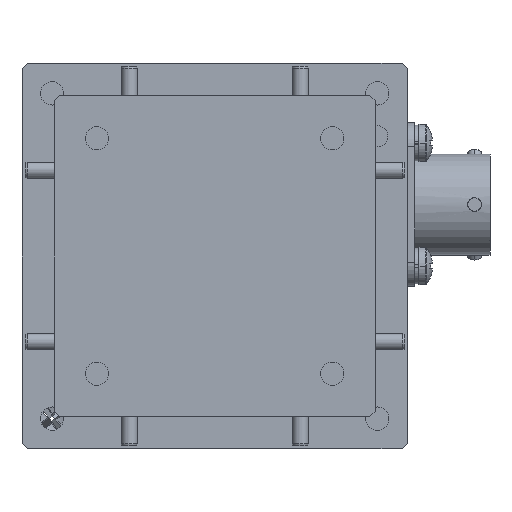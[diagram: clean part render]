
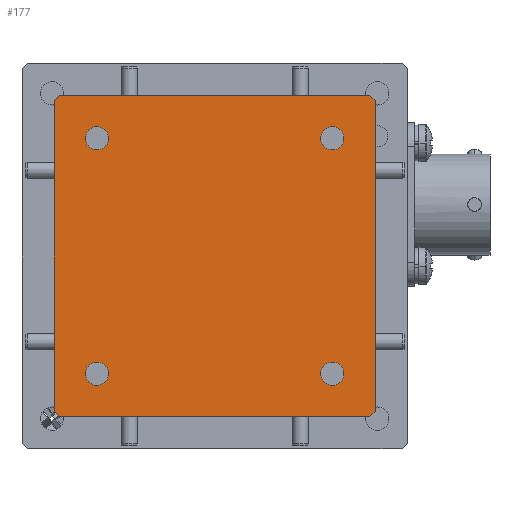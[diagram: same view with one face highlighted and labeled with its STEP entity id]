
A CAD part, front view. The second image highlights one B-rep face of the part: STEP entity #177.
In plain terms, the highlighted planar face has unit normal (0, -1, 0).
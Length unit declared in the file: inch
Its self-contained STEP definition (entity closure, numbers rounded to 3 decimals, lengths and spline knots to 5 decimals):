
#70 = ORIENTED_EDGE ( 'NONE', *, *, #7004, .T. ) ;
#163 = DIRECTION ( 'NONE',  ( -1., 0., 0. ) ) ;
#177 = ADVANCED_FACE ( 'NONE', ( #22726, #17695, #12690, #8235, #7659 ), #10939, .F. ) ;
#273 = LINE ( 'NONE', #20790, #24186 ) ;
#274 = VERTEX_POINT ( 'NONE', #10169 ) ;
#309 = CARTESIAN_POINT ( 'NONE',  ( 0.75545, 0., -0.68745 ) ) ;
#430 = CARTESIAN_POINT ( 'NONE',  ( 0.93725, 0., -0.93725 ) ) ;
#520 = DIRECTION ( 'NONE',  ( 1., 0., 0. ) ) ;
#786 = DIRECTION ( 'NONE',  ( 0., -1., 0. ) ) ;
#790 = CARTESIAN_POINT ( 'NONE',  ( 0.61945, 0., 0.68745 ) ) ;
#1237 = DIRECTION ( 'NONE',  ( 1., 0., 0. ) ) ;
#1461 = LINE ( 'NONE', #430, #6450 ) ;
#1582 = EDGE_CURVE ( 'NONE', #10674, #20867, #9652, .T. ) ;
#1586 = AXIS2_PLACEMENT_3D ( 'NONE', #23108, #11793, #520 ) ;
#2018 = CARTESIAN_POINT ( 'NONE',  ( -0.68745, 0., -0.68745 ) ) ;
#2118 = ORIENTED_EDGE ( 'NONE', *, *, #24368, .F. ) ;
#2281 = CARTESIAN_POINT ( 'NONE',  ( 0.93725, 0., -0.93725 ) ) ;
#2965 = ORIENTED_EDGE ( 'NONE', *, *, #3322, .F. ) ;
#2984 = ORIENTED_EDGE ( 'NONE', *, *, #21014, .F. ) ;
#3200 = EDGE_LOOP ( 'NONE', ( #9398, #2984 ) ) ;
#3314 = DIRECTION ( 'NONE',  ( 0., -1., 0. ) ) ;
#3322 = EDGE_CURVE ( 'NONE', #11750, #14055, #22290, .T. ) ;
#3697 = ORIENTED_EDGE ( 'NONE', *, *, #13789, .T. ) ;
#3912 = DIRECTION ( 'NONE',  ( 1., 0., 0. ) ) ;
#4157 = CARTESIAN_POINT ( 'NONE',  ( -0.75545, 0., -0.68745 ) ) ;
#4201 = DIRECTION ( 'NONE',  ( 0., 0., -1. ) ) ;
#4307 = EDGE_CURVE ( 'NONE', #5363, #274, #13758, .T. ) ;
#4922 = ORIENTED_EDGE ( 'NONE', *, *, #11484, .F. ) ;
#5271 = CARTESIAN_POINT ( 'NONE',  ( -0.93725, 0., -0.93725 ) ) ;
#5281 = CARTESIAN_POINT ( 'NONE',  ( 0.90725, 0., -0.93725 ) ) ;
#5363 = VERTEX_POINT ( 'NONE', #309 ) ;
#5477 = CARTESIAN_POINT ( 'NONE',  ( -0.93725, 0., 0.93725 ) ) ;
#5478 = CARTESIAN_POINT ( 'NONE',  ( -0.61945, 0., -0.68745 ) ) ;
#5521 = EDGE_LOOP ( 'NONE', ( #2965, #9251, #6582, #10802, #14134, #70, #8035, #3697 ) ) ;
#6324 = VERTEX_POINT ( 'NONE', #4157 ) ;
#6450 = VECTOR ( 'NONE', #4201, 39.37008 ) ;
#6582 = ORIENTED_EDGE ( 'NONE', *, *, #15423, .F. ) ;
#6810 = VECTOR ( 'NONE', #10956, 39.37008 ) ;
#7004 = EDGE_CURVE ( 'NONE', #10674, #17182, #8583, .T. ) ;
#7024 = VERTEX_POINT ( 'NONE', #11865 ) ;
#7028 = AXIS2_PLACEMENT_3D ( 'NONE', #14633, #3314, #16507 ) ;
#7068 = VECTOR ( 'NONE', #24060, 39.37008 ) ;
#7364 = AXIS2_PLACEMENT_3D ( 'NONE', #20068, #8737, #21960 ) ;
#7375 = EDGE_LOOP ( 'NONE', ( #2118, #15154 ) ) ;
#7659 = FACE_OUTER_BOUND ( 'NONE', #5521, .T. ) ;
#8035 = ORIENTED_EDGE ( 'NONE', *, *, #13889, .F. ) ;
#8235 = FACE_BOUND ( 'NONE', #18978, .T. ) ;
#8583 = LINE ( 'NONE', #19369, #23070 ) ;
#8737 = DIRECTION ( 'NONE',  ( 0., -1., 0. ) ) ;
#9073 = AXIS2_PLACEMENT_3D ( 'NONE', #12055, #786, #13981 ) ;
#9202 = DIRECTION ( 'NONE',  ( 1., 0., 0. ) ) ;
#9251 = ORIENTED_EDGE ( 'NONE', *, *, #22876, .T. ) ;
#9398 = ORIENTED_EDGE ( 'NONE', *, *, #4307, .F. ) ;
#9456 = CARTESIAN_POINT ( 'NONE',  ( -0.68745, 0., 0.68745 ) ) ;
#9652 = LINE ( 'NONE', #11097, #18537 ) ;
#10169 = CARTESIAN_POINT ( 'NONE',  ( 0.61945, 0., -0.68745 ) ) ;
#10265 = CARTESIAN_POINT ( 'NONE',  ( 0.68745, 0., 0.68745 ) ) ;
#10501 = AXIS2_PLACEMENT_3D ( 'NONE', #23817, #12496, #1237 ) ;
#10538 = DIRECTION ( 'NONE',  ( 0.707, 0., -0.707 ) ) ;
#10674 = VERTEX_POINT ( 'NONE', #24189 ) ;
#10802 = ORIENTED_EDGE ( 'NONE', *, *, #14857, .T. ) ;
#10939 = PLANE ( 'NONE',  #19630 ) ;
#10956 = DIRECTION ( 'NONE',  ( 0., 0., 1. ) ) ;
#11097 = CARTESIAN_POINT ( 'NONE',  ( 0.93725, 0., 0.93725 ) ) ;
#11279 = DIRECTION ( 'NONE',  ( 0.707, 0., 0.707 ) ) ;
#11356 = DIRECTION ( 'NONE',  ( 1., 0., 0. ) ) ;
#11484 = EDGE_CURVE ( 'NONE', #6324, #19291, #20575, .T. ) ;
#11695 = EDGE_CURVE ( 'NONE', #19291, #6324, #16422, .T. ) ;
#11746 = DIRECTION ( 'NONE',  ( -1., 0., 0. ) ) ;
#11750 = VERTEX_POINT ( 'NONE', #5281 ) ;
#11793 = DIRECTION ( 'NONE',  ( 0., -1., 0. ) ) ;
#11857 = DIRECTION ( 'NONE',  ( 0., 1., 0. ) ) ;
#11865 = CARTESIAN_POINT ( 'NONE',  ( -0.93725, 0., -0.90725 ) ) ;
#12055 = CARTESIAN_POINT ( 'NONE',  ( 0.68745, 0., -0.68745 ) ) ;
#12108 = EDGE_CURVE ( 'NONE', #24325, #17341, #21018, .T. ) ;
#12185 = DIRECTION ( 'NONE',  ( 1., 0., 0. ) ) ;
#12496 = DIRECTION ( 'NONE',  ( 0., -1., 0. ) ) ;
#12554 = AXIS2_PLACEMENT_3D ( 'NONE', #2018, #15224, #3912 ) ;
#12690 = FACE_BOUND ( 'NONE', #3200, .T. ) ;
#13276 = LINE ( 'NONE', #23765, #18287 ) ;
#13696 = CARTESIAN_POINT ( 'NONE',  ( 0.93725, 0., -0.90725 ) ) ;
#13731 = VERTEX_POINT ( 'NONE', #21684 ) ;
#13758 = CIRCLE ( 'NONE', #1586, 0.068 ) ;
#13782 = CIRCLE ( 'NONE', #7364, 0.068 ) ;
#13789 = EDGE_CURVE ( 'NONE', #7024, #14055, #13276, .T. ) ;
#13836 = CARTESIAN_POINT ( 'NONE',  ( -0.90725, 0., -0.93725 ) ) ;
#13889 = EDGE_CURVE ( 'NONE', #7024, #17182, #21866, .T. ) ;
#13981 = DIRECTION ( 'NONE',  ( 1., 0., 0. ) ) ;
#14055 = VERTEX_POINT ( 'NONE', #13836 ) ;
#14134 = ORIENTED_EDGE ( 'NONE', *, *, #1582, .F. ) ;
#14290 = VERTEX_POINT ( 'NONE', #24064 ) ;
#14615 = EDGE_LOOP ( 'NONE', ( #15209, #14868 ) ) ;
#14633 = CARTESIAN_POINT ( 'NONE',  ( -0.68745, 0., -0.68745 ) ) ;
#14857 = EDGE_CURVE ( 'NONE', #13731, #20867, #15933, .T. ) ;
#14868 = ORIENTED_EDGE ( 'NONE', *, *, #12108, .F. ) ;
#15154 = ORIENTED_EDGE ( 'NONE', *, *, #22873, .F. ) ;
#15209 = ORIENTED_EDGE ( 'NONE', *, *, #23226, .F. ) ;
#15224 = DIRECTION ( 'NONE',  ( 0., -1., 0. ) ) ;
#15423 = EDGE_CURVE ( 'NONE', #13731, #23050, #1461, .T. ) ;
#15605 = DIRECTION ( 'NONE',  ( -0.707, 0., -0.707 ) ) ;
#15933 = LINE ( 'NONE', #18416, #7068 ) ;
#16422 = CIRCLE ( 'NONE', #7028, 0.068 ) ;
#16507 = DIRECTION ( 'NONE',  ( 1., 0., 0. ) ) ;
#16687 = AXIS2_PLACEMENT_3D ( 'NONE', #10265, #23498, #12185 ) ;
#17182 = VERTEX_POINT ( 'NONE', #19115 ) ;
#17273 = VECTOR ( 'NONE', #11746, 39.37008 ) ;
#17341 = VERTEX_POINT ( 'NONE', #23664 ) ;
#17695 = FACE_BOUND ( 'NONE', #14615, .T. ) ;
#18223 = CIRCLE ( 'NONE', #10501, 0.068 ) ;
#18287 = VECTOR ( 'NONE', #10538, 39.37008 ) ;
#18416 = CARTESIAN_POINT ( 'NONE',  ( 0.93725, 0., 0.90725 ) ) ;
#18438 = CARTESIAN_POINT ( 'NONE',  ( -0.61945, 0., 0.68745 ) ) ;
#18537 = VECTOR ( 'NONE', #9202, 39.37008 ) ;
#18978 = EDGE_LOOP ( 'NONE', ( #20246, #4922 ) ) ;
#19075 = CARTESIAN_POINT ( 'NONE',  ( 0.90725, 0., 0.93725 ) ) ;
#19115 = CARTESIAN_POINT ( 'NONE',  ( -0.93725, 0., 0.90725 ) ) ;
#19170 = CIRCLE ( 'NONE', #9073, 0.068 ) ;
#19291 = VERTEX_POINT ( 'NONE', #5478 ) ;
#19369 = CARTESIAN_POINT ( 'NONE',  ( -0.90725, 0., 0.93725 ) ) ;
#19630 = AXIS2_PLACEMENT_3D ( 'NONE', #5477, #11857, #163 ) ;
#20068 = CARTESIAN_POINT ( 'NONE',  ( -0.68745, 0., 0.68745 ) ) ;
#20246 = ORIENTED_EDGE ( 'NONE', *, *, #11695, .F. ) ;
#20326 = CIRCLE ( 'NONE', #22841, 0.068 ) ;
#20575 = CIRCLE ( 'NONE', #12554, 0.068 ) ;
#20790 = CARTESIAN_POINT ( 'NONE',  ( 0.90725, 0., -0.93725 ) ) ;
#20867 = VERTEX_POINT ( 'NONE', #19075 ) ;
#21014 = EDGE_CURVE ( 'NONE', #274, #5363, #19170, .T. ) ;
#21018 = CIRCLE ( 'NONE', #16687, 0.068 ) ;
#21684 = CARTESIAN_POINT ( 'NONE',  ( 0.93725, 0., 0.90725 ) ) ;
#21866 = LINE ( 'NONE', #5271, #6810 ) ;
#21960 = DIRECTION ( 'NONE',  ( 1., 0., 0. ) ) ;
#22290 = LINE ( 'NONE', #2281, #17273 ) ;
#22668 = DIRECTION ( 'NONE',  ( 0., -1., 0. ) ) ;
#22726 = FACE_BOUND ( 'NONE', #7375, .T. ) ;
#22841 = AXIS2_PLACEMENT_3D ( 'NONE', #9456, #22668, #11356 ) ;
#22873 = EDGE_CURVE ( 'NONE', #14290, #23999, #20326, .T. ) ;
#22876 = EDGE_CURVE ( 'NONE', #11750, #23050, #273, .T. ) ;
#23050 = VERTEX_POINT ( 'NONE', #13696 ) ;
#23070 = VECTOR ( 'NONE', #15605, 39.37008 ) ;
#23108 = CARTESIAN_POINT ( 'NONE',  ( 0.68745, 0., -0.68745 ) ) ;
#23226 = EDGE_CURVE ( 'NONE', #17341, #24325, #18223, .T. ) ;
#23498 = DIRECTION ( 'NONE',  ( 0., -1., 0. ) ) ;
#23664 = CARTESIAN_POINT ( 'NONE',  ( 0.75545, 0., 0.68745 ) ) ;
#23765 = CARTESIAN_POINT ( 'NONE',  ( -0.93725, 0., -0.90725 ) ) ;
#23817 = CARTESIAN_POINT ( 'NONE',  ( 0.68745, 0., 0.68745 ) ) ;
#23999 = VERTEX_POINT ( 'NONE', #18438 ) ;
#24060 = DIRECTION ( 'NONE',  ( -0.707, 0., 0.707 ) ) ;
#24064 = CARTESIAN_POINT ( 'NONE',  ( -0.75545, 0., 0.68745 ) ) ;
#24186 = VECTOR ( 'NONE', #11279, 39.37008 ) ;
#24189 = CARTESIAN_POINT ( 'NONE',  ( -0.90725, 0., 0.93725 ) ) ;
#24325 = VERTEX_POINT ( 'NONE', #790 ) ;
#24368 = EDGE_CURVE ( 'NONE', #23999, #14290, #13782, .T. ) ;
